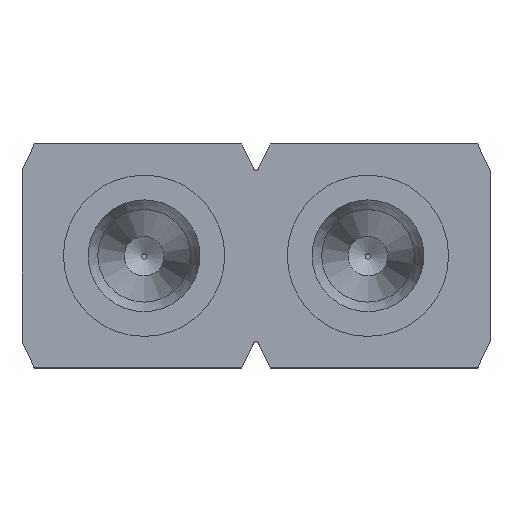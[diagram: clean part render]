
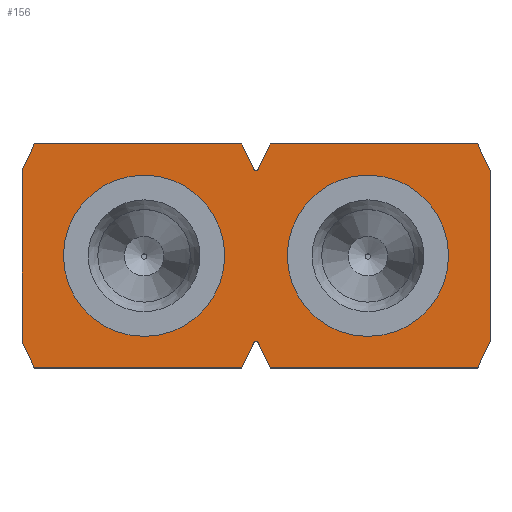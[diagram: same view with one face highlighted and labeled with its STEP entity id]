
A CAD part, top view. The second image highlights one B-rep face of the part: STEP entity #156.
In plain terms, the highlighted planar face has unit normal (0, 0, 1).
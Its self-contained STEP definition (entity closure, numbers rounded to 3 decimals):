
#156=ADVANCED_FACE('',(#518,#520,#522),#524,.T.);
#518=FACE_BOUND('',#519,.T.);
#519=EDGE_LOOP('',(#853,#854,#855,#856,#857,#858,#859,#860,#861,#862,#863,#864,#865,
#866,#867,#868));
#520=FACE_BOUND('',#521,.T.);
#521=EDGE_LOOP('',(#869));
#522=FACE_BOUND('',#523,.T.);
#523=EDGE_LOOP('',(#870));
#524=PLANE('',#525);
#525=AXIS2_PLACEMENT_3D('',#526,#527,#528);
#526=CARTESIAN_POINT('',(0.,0.,2.34));
#527=DIRECTION('',(0.,0.,1.));
#528=DIRECTION('',(1.,0.,0.));
#853=ORIENTED_EDGE('',*,*,#995,.T.);
#854=ORIENTED_EDGE('',*,*,#996,.T.);
#855=ORIENTED_EDGE('',*,*,#997,.T.);
#856=ORIENTED_EDGE('',*,*,#998,.T.);
#857=ORIENTED_EDGE('',*,*,#999,.T.);
#858=ORIENTED_EDGE('',*,*,#1000,.T.);
#859=ORIENTED_EDGE('',*,*,#1001,.T.);
#860=ORIENTED_EDGE('',*,*,#1002,.T.);
#861=ORIENTED_EDGE('',*,*,#1003,.T.);
#862=ORIENTED_EDGE('',*,*,#1004,.T.);
#863=ORIENTED_EDGE('',*,*,#1005,.T.);
#864=ORIENTED_EDGE('',*,*,#1006,.T.);
#865=ORIENTED_EDGE('',*,*,#1007,.T.);
#866=ORIENTED_EDGE('',*,*,#1008,.T.);
#867=ORIENTED_EDGE('',*,*,#1009,.T.);
#868=ORIENTED_EDGE('',*,*,#1010,.T.);
#869=ORIENTED_EDGE('',*,*,#1011,.T.);
#870=ORIENTED_EDGE('',*,*,#1012,.T.);
#995=EDGE_CURVE('',#1084,#1085,#1086,.F.);
#996=EDGE_CURVE('',#1085,#1087,#1088,.F.);
#997=EDGE_CURVE('',#1087,#1089,#1090,.F.);
#998=EDGE_CURVE('',#1089,#1091,#1092,.T.);
#999=EDGE_CURVE('',#1091,#1093,#1094,.T.);
#1000=EDGE_CURVE('',#1093,#1095,#1096,.T.);
#1001=EDGE_CURVE('',#1095,#1097,#1098,.T.);
#1002=EDGE_CURVE('',#1097,#1099,#1100,.T.);
#1003=EDGE_CURVE('',#1099,#1101,#1102,.F.);
#1004=EDGE_CURVE('',#1101,#1103,#1104,.F.);
#1005=EDGE_CURVE('',#1103,#1105,#1106,.F.);
#1006=EDGE_CURVE('',#1105,#1107,#1108,.T.);
#1007=EDGE_CURVE('',#1107,#1109,#1110,.T.);
#1008=EDGE_CURVE('',#1109,#1111,#1112,.T.);
#1009=EDGE_CURVE('',#1111,#1113,#1114,.T.);
#1010=EDGE_CURVE('',#1113,#1084,#1115,.T.);
#1011=EDGE_CURVE('',#1116,#1116,#1117,.F.);
#1012=EDGE_CURVE('',#1118,#1118,#1119,.F.);
#1084=VERTEX_POINT('',#1250);
#1085=VERTEX_POINT('',#1251);
#1086=LINE('',#1252,#1253);
#1087=VERTEX_POINT('',#1255);
#1088=CIRCLE('',#1256,0.03);
#1089=VERTEX_POINT('',#1260);
#1090=LINE('',#1261,#1262);
#1091=VERTEX_POINT('',#1264);
#1092=LINE('',#1265,#1266);
#1093=VERTEX_POINT('',#1268);
#1094=LINE('',#1269,#1270);
#1095=VERTEX_POINT('',#1272);
#1096=LINE('',#1273,#1274);
#1097=VERTEX_POINT('',#1276);
#1098=LINE('',#1277,#1278);
#1099=VERTEX_POINT('',#1280);
#1100=LINE('',#1281,#1282);
#1101=VERTEX_POINT('',#1284);
#1102=LINE('',#1285,#1286);
#1103=VERTEX_POINT('',#1288);
#1104=CIRCLE('',#1289,0.03);
#1105=VERTEX_POINT('',#1293);
#1106=LINE('',#1294,#1295);
#1107=VERTEX_POINT('',#1297);
#1108=LINE('',#1298,#1299);
#1109=VERTEX_POINT('',#1301);
#1110=LINE('',#1302,#1303);
#1111=VERTEX_POINT('',#1305);
#1112=LINE('',#1306,#1307);
#1113=VERTEX_POINT('',#1309);
#1114=LINE('',#1310,#1311);
#1115=LINE('',#1313,#1314);
#1116=VERTEX_POINT('',#1316);
#1117=CIRCLE('',#1317,0.66);
#1118=VERTEX_POINT('',#1321);
#1119=CIRCLE('',#1322,0.66);
#1250=CARTESIAN_POINT('',(1.429,1.27,2.34));
#1251=CARTESIAN_POINT('',(1.297,0.987,2.34));
#1252=CARTESIAN_POINT('',(1.297,0.987,2.34));
#1253=VECTOR('',#1254,1.);
#1254=DIRECTION('',(0.423,0.906,0.));
#1255=CARTESIAN_POINT('',(1.243,0.987,2.34));
#1256=AXIS2_PLACEMENT_3D('',#1257,#1258,#1259);
#1257=CARTESIAN_POINT('',(1.27,1.,2.34));
#1258=DIRECTION('',(-0.,0.,1.));
#1259=DIRECTION('',(-0.906,-0.423,0.));
#1260=CARTESIAN_POINT('',(1.111,1.27,2.34));
#1261=CARTESIAN_POINT('',(1.111,1.27,2.34));
#1262=VECTOR('',#1263,1.);
#1263=DIRECTION('',(0.423,-0.906,0.));
#1264=CARTESIAN_POINT('',(-1.245,1.27,2.34));
#1265=CARTESIAN_POINT('',(1.111,1.27,2.34));
#1266=VECTOR('',#1267,1.);
#1267=DIRECTION('',(-1.,0.,0.));
#1268=CARTESIAN_POINT('',(-1.385,0.97,2.34));
#1269=CARTESIAN_POINT('',(-1.245,1.27,2.34));
#1270=VECTOR('',#1271,1.);
#1271=DIRECTION('',(-0.423,-0.906,0.));
#1272=CARTESIAN_POINT('',(-1.385,-0.97,2.34));
#1273=CARTESIAN_POINT('',(-1.385,0.97,2.34));
#1274=VECTOR('',#1275,1.);
#1275=DIRECTION('',(0.,-1.,0.));
#1276=CARTESIAN_POINT('',(-1.245,-1.27,2.34));
#1277=CARTESIAN_POINT('',(-1.385,-0.97,2.34));
#1278=VECTOR('',#1279,1.);
#1279=DIRECTION('',(0.423,-0.906,0.));
#1280=CARTESIAN_POINT('',(1.111,-1.27,2.34));
#1281=CARTESIAN_POINT('',(-1.245,-1.27,2.34));
#1282=VECTOR('',#1283,1.);
#1283=DIRECTION('',(1.,0.,0.));
#1284=CARTESIAN_POINT('',(1.243,-0.987,2.34));
#1285=CARTESIAN_POINT('',(1.243,-0.987,2.34));
#1286=VECTOR('',#1287,1.);
#1287=DIRECTION('',(-0.423,-0.906,0.));
#1288=CARTESIAN_POINT('',(1.297,-0.987,2.34));
#1289=AXIS2_PLACEMENT_3D('',#1290,#1291,#1292);
#1290=CARTESIAN_POINT('',(1.27,-1.,2.34));
#1291=DIRECTION('',(0.,-0.,1.));
#1292=DIRECTION('',(0.906,0.423,0.));
#1293=CARTESIAN_POINT('',(1.429,-1.27,2.34));
#1294=CARTESIAN_POINT('',(1.429,-1.27,2.34));
#1295=VECTOR('',#1296,1.);
#1296=DIRECTION('',(-0.423,0.906,0.));
#1297=CARTESIAN_POINT('',(3.785,-1.27,2.34));
#1298=CARTESIAN_POINT('',(1.429,-1.27,2.34));
#1299=VECTOR('',#1300,1.);
#1300=DIRECTION('',(1.,0.,0.));
#1301=CARTESIAN_POINT('',(3.925,-0.97,2.34));
#1302=CARTESIAN_POINT('',(3.785,-1.27,2.34));
#1303=VECTOR('',#1304,1.);
#1304=DIRECTION('',(0.423,0.906,0.));
#1305=CARTESIAN_POINT('',(3.925,0.97,2.34));
#1306=CARTESIAN_POINT('',(3.925,-0.97,2.34));
#1307=VECTOR('',#1308,1.);
#1308=DIRECTION('',(0.,1.,0.));
#1309=CARTESIAN_POINT('',(3.785,1.27,2.34));
#1310=CARTESIAN_POINT('',(3.925,0.97,2.34));
#1311=VECTOR('',#1312,1.);
#1312=DIRECTION('',(-0.423,0.906,0.));
#1313=CARTESIAN_POINT('',(3.785,1.27,2.34));
#1314=VECTOR('',#1315,1.);
#1315=DIRECTION('',(-1.,0.,0.));
#1316=CARTESIAN_POINT('',(0.66,0.,2.34));
#1317=AXIS2_PLACEMENT_3D('',#1318,#1319,#1320);
#1318=CARTESIAN_POINT('',(0.,0.,2.34));
#1319=DIRECTION('',(0.,0.,1.));
#1320=DIRECTION('',(1.,0.,0.));
#1321=CARTESIAN_POINT('',(3.2,0.,2.34));
#1322=AXIS2_PLACEMENT_3D('',#1323,#1324,#1325);
#1323=CARTESIAN_POINT('',(2.54,0.,2.34));
#1324=DIRECTION('',(0.,0.,1.));
#1325=DIRECTION('',(1.,0.,0.));
